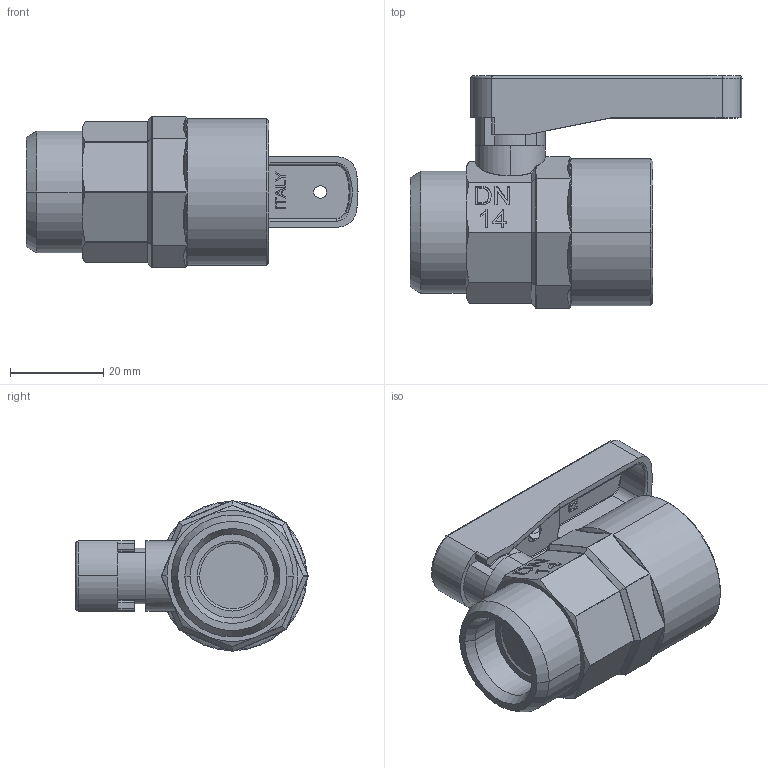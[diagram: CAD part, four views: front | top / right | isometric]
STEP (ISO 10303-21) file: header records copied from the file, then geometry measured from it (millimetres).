
FILE_DESCRIPTION (( 'STEP AP214' ), '1' );
FILE_NAME ('0641000066A.STEP', '2012-11-15T14:17:37', ( '' ), ( '' ), 'SwSTEP 2.0', 'SolidWorks 2012', '' );
FILE_SCHEMA (( 'AUTOMOTIVE_DESIGN' ));
Length unit declared in the file: millimetre
Products named in the file (1): 0641000066A
Bounding box: 71.1 x 49.73 x 32.46 mm (x, y, z)
Volume: 33056.2 mm3; surface area: 14132.8 mm2
Topology: 3 solids, 4 shells, 885 faces, 2247 edges, 1432 vertices
Faces by surface type: plane 434, bspline 172, cylinder 158, torus 53, cone 44, sphere 24
Entity records: 43565 total; most frequent: CARTESIAN_POINT 13804, ORIENTED_EDGE 4478, DIRECTION 3637, EDGE_CURVE 2239, VERTEX_POINT 1431, LINE 1313, VECTOR 1313, AXIS2_PLACEMENT_3D 1162
